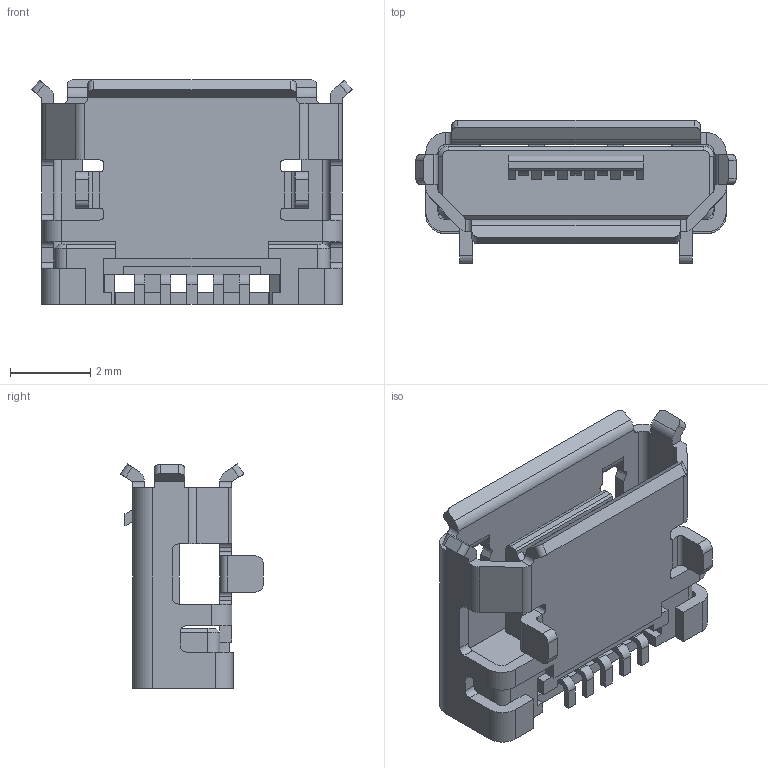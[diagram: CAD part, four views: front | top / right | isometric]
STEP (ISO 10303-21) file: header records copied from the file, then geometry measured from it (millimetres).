
FILE_DESCRIPTION (( 'STEP AP203' ), '1' );
FILE_NAME ('User Library-usb_port_ch.STEP', '2018-08-20T13:39:14', ( '' ), ( '' ), 'SwSTEP 2.0', 'SolidWorks 2018', '' );
FILE_SCHEMA (( 'CONFIG_CONTROL_DESIGN' ));
Length unit declared in the file: millimetre
Products named in the file (2): User Library-usb_port_ch_USBPORT_CH; User Library-usb_port_ch
Assembly tree (1 placements, depth 2):
  User Library-usb_port_ch
    User Library-usb_port_ch_USBPORT_CH
Bounding box: 8 x 3.57 x 5.6 mm (x, y, z)
Volume: 42.3 mm3; surface area: 272.9 mm2
Topology: 1 solids, 1 shells, 389 faces, 1136 edges, 738 vertices
Faces by surface type: plane 281, cylinder 104, cone 4
Entity records: 12977 total; most frequent: CARTESIAN_POINT 2296, ORIENTED_EDGE 2272, DIRECTION 2125, EDGE_CURVE 1136, LINE 915, VECTOR 915, VERTEX_POINT 738, AXIS2_PLACEMENT_3D 605
